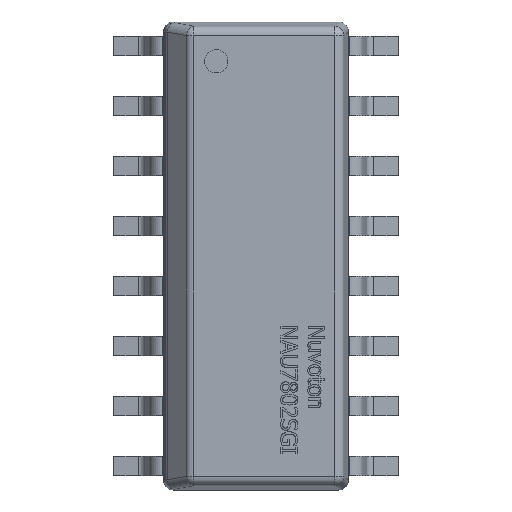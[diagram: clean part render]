
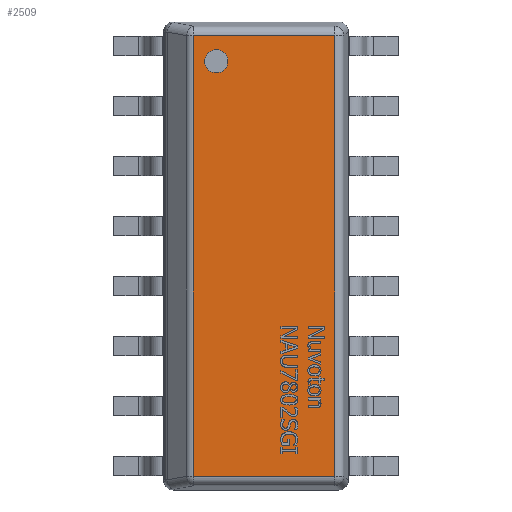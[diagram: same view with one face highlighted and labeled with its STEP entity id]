
A CAD part, top view. The second image highlights one B-rep face of the part: STEP entity #2509.
In plain terms, the highlighted planar face has unit normal (0, 0, 1).
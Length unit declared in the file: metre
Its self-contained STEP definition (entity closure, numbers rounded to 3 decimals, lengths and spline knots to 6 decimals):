
#2509 = ADVANCED_FACE( '', ( #6788 ), #6789, .T. );
#2787 = EDGE_CURVE( '', #7247, #7248, #7249, .T. );
#3079 = EDGE_CURVE( '', #7719, #7248, #7720, .T. );
#4487 = EDGE_CURVE( '', #8212, #7719, #9659, .T. );
#5433 = EDGE_CURVE( '', #7247, #8212, #10775, .T. );
#6788 = FACE_OUTER_BOUND( '', #12531, .T. );
#6789 = PLANE( '', #12532 );
#7247 = VERTEX_POINT( '', #13209 );
#7248 = VERTEX_POINT( '', #13210 );
#7249 = LINE( '', #13211, #13212 );
#7719 = VERTEX_POINT( '', #13910 );
#7720 = LINE( '', #13911, #13912 );
#8212 = VERTEX_POINT( '', #14667 );
#9659 = LINE( '', #16972, #16973 );
#10775 = LINE( '', #18841, #18842 );
#12531 = EDGE_LOOP( '', ( #20606, #20607, #20608, #20609 ) );
#12532 = AXIS2_PLACEMENT_3D( '', #20610, #20611, #20612 );
#13209 = CARTESIAN_POINT( '', ( -0.001329, -0.004662, 0.00175 ) );
#13210 = CARTESIAN_POINT( '', ( -0.001329, 0.004662, 0.00175 ) );
#13211 = CARTESIAN_POINT( '', ( -0.001329, -0.004662, 0.00175 ) );
#13212 = VECTOR( '', #21177, 1. );
#13910 = CARTESIAN_POINT( '', ( 0.001662, 0.004662, 0.00175 ) );
#13911 = CARTESIAN_POINT( '', ( 0.001662, 0.004662, 0.00175 ) );
#13912 = VECTOR( '', #21665, 1. );
#14667 = CARTESIAN_POINT( '', ( 0.001662, -0.004662, 0.00175 ) );
#16972 = CARTESIAN_POINT( '', ( 0.001662, -0.004662, 0.00175 ) );
#16973 = VECTOR( '', #24312, 1. );
#18841 = CARTESIAN_POINT( '', ( -0.001329, -0.004662, 0.00175 ) );
#18842 = VECTOR( '', #26073, 1. );
#20606 = ORIENTED_EDGE( '', *, *, #2787, .F. );
#20607 = ORIENTED_EDGE( '', *, *, #5433, .T. );
#20608 = ORIENTED_EDGE( '', *, *, #4487, .T. );
#20609 = ORIENTED_EDGE( '', *, *, #3079, .T. );
#20610 = CARTESIAN_POINT( '', ( 0., 0., 0.00175 ) );
#20611 = DIRECTION( '', ( 0., 0., 1. ) );
#20612 = DIRECTION( '', ( 1., 0., 0. ) );
#21177 = DIRECTION( '', ( 0., 1., 0. ) );
#21665 = DIRECTION( '', ( -1., 0., 0. ) );
#24312 = DIRECTION( '', ( 0., 1., 0. ) );
#26073 = DIRECTION( '', ( 1., 0., 0. ) );
